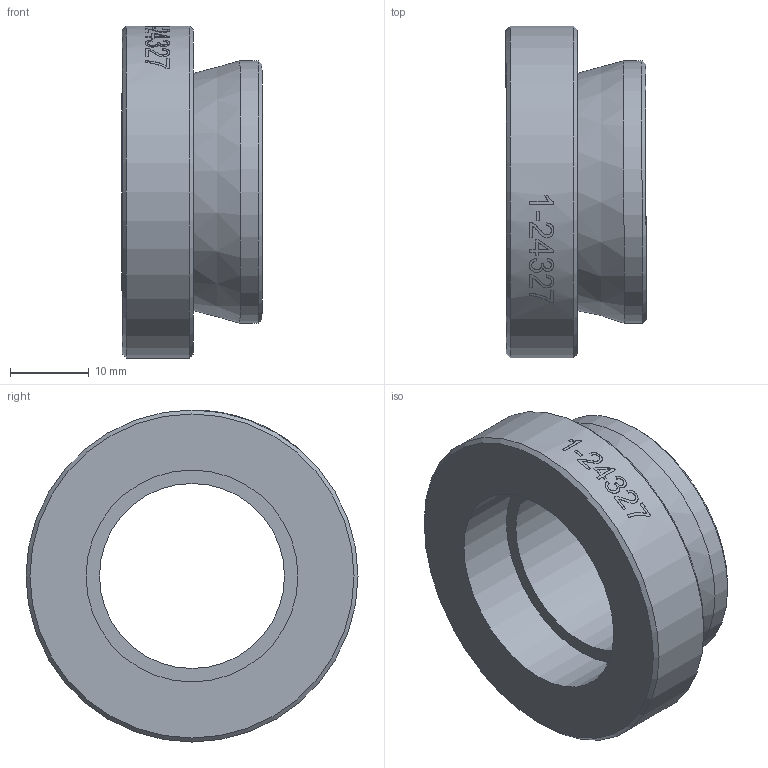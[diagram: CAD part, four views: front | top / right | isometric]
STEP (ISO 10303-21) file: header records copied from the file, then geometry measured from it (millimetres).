
FILE_DESCRIPTION(/* description */ ('ADAPTER, FEMALE 1.093-32-DOVETAIL'),/* implementation_level */ '2;1');
FILE_NAME(/* name */ '24327_0.stp',/* time_stamp */ '2014-07-16T07:28:44-04:00',/* author */ ('Cannarozzo'),/* organization */ ('NAVITAR'),/* preprocessor_version */ 'ST-DEVELOPER v15.2',/* originating_system */ 'Autodesk Inventor 2014',/* authorisation */ '');
FILE_SCHEMA (('AUTOMOTIVE_DESIGN { 1 0 10303 214 3 1 1 }'));
Length unit declared in the file: inch
Products named in the file (1): 24327
Bounding box: 17.78 x 42.16 x 42.16 mm (x, y, z)
Volume: 11001.8 mm3; surface area: 5473 mm2
Topology: 1 solids, 1 shells, 96 faces, 249 edges, 165 vertices
Faces by surface type: bspline 44, plane 36, cylinder 12, cone 4
Full cylindrical faces by diameter (mm): 23.495 x1, 26.899 x1, 33.325 x1, 42.164 x1
Entity records: 13644 total; most frequent: CARTESIAN_POINT 11622, ORIENTED_EDGE 480, DIRECTION 258, EDGE_CURVE 240, VERTEX_POINT 164, B_SPLINE_CURVE_WITH_KNOTS 118, EDGE_LOOP 116, ADVANCED_FACE 96
